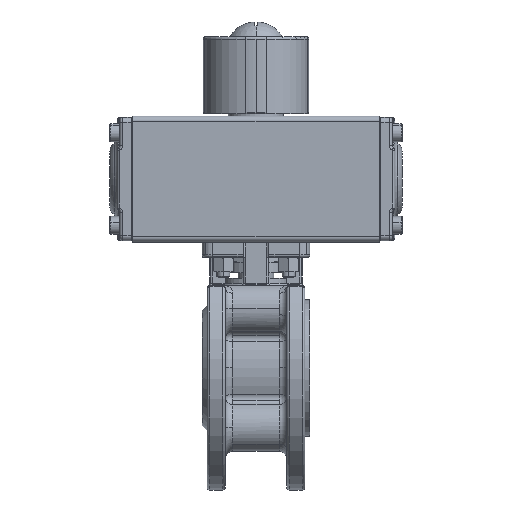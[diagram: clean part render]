
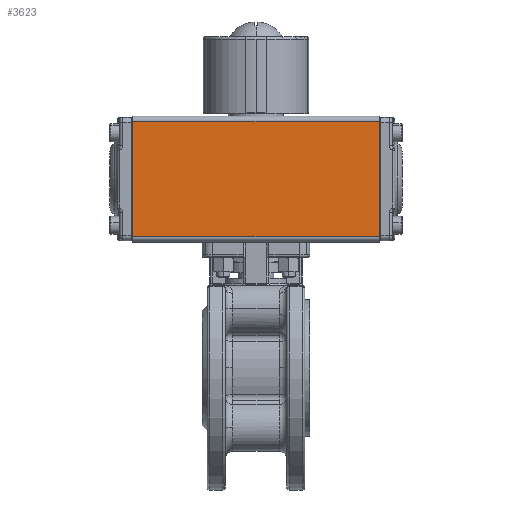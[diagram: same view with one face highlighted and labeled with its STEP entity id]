
A CAD part, front view. The second image highlights one B-rep face of the part: STEP entity #3623.
In plain terms, the highlighted planar face has unit normal (0, 1, 0).
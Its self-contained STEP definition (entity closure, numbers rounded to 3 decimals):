
#3264=CARTESIAN_POINT('',(-48.,-24.5,96.));
#3265=VERTEX_POINT('',#3264);
#3275=CARTESIAN_POINT('',(-48.,-24.5,51.));
#3276=VERTEX_POINT('',#3275);
#3277=CARTESIAN_POINT('',(-48.,-24.5,51.));
#3278=DIRECTION('',(0.,-0.,1.));
#3279=VECTOR('',#3278,45.);
#3280=LINE('',#3277,#3279);
#3281=EDGE_CURVE('NONE',#3276,#3265,#3280,.T.);
#3438=CARTESIAN_POINT('',(48.,-24.5,51.));
#3439=VERTEX_POINT('',#3438);
#3440=CARTESIAN_POINT('',(48.,-24.5,51.));
#3441=DIRECTION('',(-1.,0.,0.));
#3442=VECTOR('',#3441,96.);
#3443=LINE('',#3440,#3442);
#3444=EDGE_CURVE('NONE',#3439,#3276,#3443,.T.);
#3600=CARTESIAN_POINT('',(-48.,-24.5,98.));
#3601=DIRECTION('',(0.,1.,0.));
#3602=DIRECTION('',(-0.,0.,-1.));
#3603=AXIS2_PLACEMENT_3D('',#3600,#3601,#3602);
#3604=PLANE('',#3603);
#3605=ORIENTED_EDGE('',*,*,#3444,.T.);
#3606=ORIENTED_EDGE('',*,*,#3281,.T.);
#3607=CARTESIAN_POINT('',(48.,-24.5,96.));
#3608=VERTEX_POINT('',#3607);
#3609=CARTESIAN_POINT('',(-48.,-24.5,96.));
#3610=DIRECTION('',(1.,-0.,-0.));
#3611=VECTOR('',#3610,96.);
#3612=LINE('',#3609,#3611);
#3613=EDGE_CURVE('NONE',#3265,#3608,#3612,.T.);
#3614=ORIENTED_EDGE('',*,*,#3613,.T.);
#3615=CARTESIAN_POINT('',(48.,-24.5,96.));
#3616=DIRECTION('',(-0.,0.,-1.));
#3617=VECTOR('',#3616,45.);
#3618=LINE('',#3615,#3617);
#3619=EDGE_CURVE('NONE',#3608,#3439,#3618,.T.);
#3620=ORIENTED_EDGE('',*,*,#3619,.T.);
#3621=EDGE_LOOP('',(#3605,#3606,#3614,#3620));
#3622=FACE_BOUND('',#3621,.T.);
#3623=ADVANCED_FACE('NONE',(#3622),#3604,.T.);
